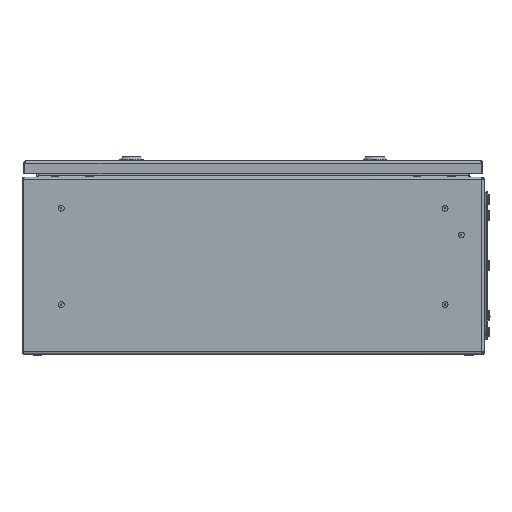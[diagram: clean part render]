
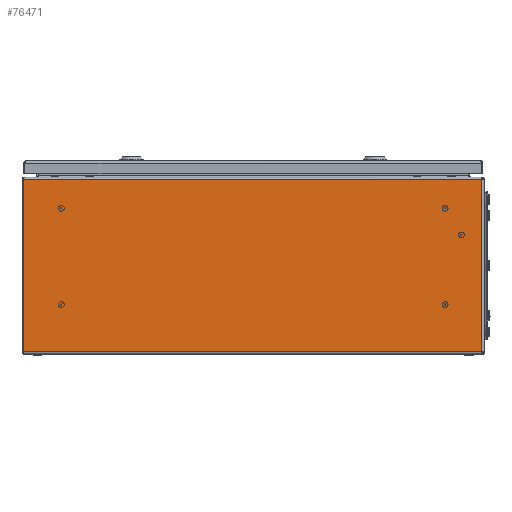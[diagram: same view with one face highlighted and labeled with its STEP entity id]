
A CAD part, left-side view. The second image highlights one B-rep face of the part: STEP entity #76471.
In plain terms, the highlighted planar face has unit normal (-1, 0, 0).
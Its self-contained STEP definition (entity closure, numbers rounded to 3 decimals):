
#2261 = CIRCLE ( 'NONE', #24757, 0.883 ) ;
#3372 = CIRCLE ( 'NONE', #71308, 0.883 ) ;
#3696 = DIRECTION ( 'NONE',  ( -1., 0., 0. ) ) ;
#3724 = DIRECTION ( 'NONE',  ( -1., 0., 0. ) ) ;
#5338 = DIRECTION ( 'NONE',  ( 1., 0., 0. ) ) ;
#6366 = EDGE_CURVE ( 'NONE', #71901, #52315, #42251, .T. ) ;
#8041 = FACE_BOUND ( 'NONE', #30453, .T. ) ;
#8089 = CARTESIAN_POINT ( 'NONE',  ( -200., 298.246, 3.4 ) ) ;
#11143 = VERTEX_POINT ( 'NONE', #39982 ) ;
#12011 = CARTESIAN_POINT ( 'NONE',  ( -200., -300., 226.6 ) ) ;
#12686 = DIRECTION ( 'NONE',  ( 0., 0., -1. ) ) ;
#12906 = DIRECTION ( 'NONE',  ( -1., 0., 0. ) ) ;
#13183 = DIRECTION ( 'NONE',  ( 0., 0., -1. ) ) ;
#14380 = CARTESIAN_POINT ( 'NONE',  ( -200., -249., 65.483 ) ) ;
#14648 = CIRCLE ( 'NONE', #84093, 0.883 ) ;
#15464 = CARTESIAN_POINT ( 'NONE',  ( -200., -296.6, 244.992 ) ) ;
#15808 = CARTESIAN_POINT ( 'NONE',  ( -200., -249., 189.6 ) ) ;
#16272 = DIRECTION ( 'NONE',  ( 0., 0., -1. ) ) ;
#16308 = ORIENTED_EDGE ( 'NONE', *, *, #89671, .F. ) ;
#16879 = DIRECTION ( 'NONE',  ( -1., 0., 0. ) ) ;
#17229 = CARTESIAN_POINT ( 'NONE',  ( -200., -249., 64.6 ) ) ;
#17971 = DIRECTION ( 'NONE',  ( -1., 0., 0. ) ) ;
#18015 = DIRECTION ( 'NONE',  ( 0., 0., -1. ) ) ;
#18745 = DIRECTION ( 'NONE',  ( 0., 0., -1. ) ) ;
#18941 = CARTESIAN_POINT ( 'NONE',  ( -200., 249., 63.717 ) ) ;
#19772 = AXIS2_PLACEMENT_3D ( 'NONE', #71902, #12906, #79717 ) ;
#21283 = FACE_BOUND ( 'NONE', #22238, .T. ) ;
#21898 = AXIS2_PLACEMENT_3D ( 'NONE', #98881, #5338, #13183 ) ;
#22238 = EDGE_LOOP ( 'NONE', ( #16308, #56704 ) ) ;
#22598 = CIRCLE ( 'NONE', #105915, 0.883 ) ;
#22859 = EDGE_CURVE ( 'NONE', #43763, #74847, #14648, .T. ) ;
#23464 = LINE ( 'NONE', #12011, #83250 ) ;
#23537 = EDGE_CURVE ( 'NONE', #11143, #65409, #49218, .T. ) ;
#23916 = FACE_BOUND ( 'NONE', #75169, .T. ) ;
#24757 = AXIS2_PLACEMENT_3D ( 'NONE', #96547, #3724, #71647 ) ;
#28789 = EDGE_CURVE ( 'NONE', #52317, #76179, #2261, .T. ) ;
#29335 = CARTESIAN_POINT ( 'NONE',  ( -200., -270., 155. ) ) ;
#29533 = ORIENTED_EDGE ( 'NONE', *, *, #50225, .F. ) ;
#29630 = CARTESIAN_POINT ( 'NONE',  ( -200., 249., 64.6 ) ) ;
#30453 = EDGE_LOOP ( 'NONE', ( #104999, #53675 ) ) ;
#30828 = CIRCLE ( 'NONE', #19772, 0.883 ) ;
#32730 = VERTEX_POINT ( 'NONE', #93215 ) ;
#32955 = LINE ( 'NONE', #15464, #36890 ) ;
#33325 = CARTESIAN_POINT ( 'NONE',  ( -200., 249., 189.6 ) ) ;
#33896 = CARTESIAN_POINT ( 'NONE',  ( -200., 298.246, 226.6 ) ) ;
#34436 = EDGE_CURVE ( 'NONE', #52315, #71901, #41300, .T. ) ;
#35877 = FACE_BOUND ( 'NONE', #108424, .T. ) ;
#36890 = VECTOR ( 'NONE', #18015, 1000. ) ;
#37053 = VECTOR ( 'NONE', #56782, 1000. ) ;
#38788 = ORIENTED_EDGE ( 'NONE', *, *, #45664, .F. ) ;
#39104 = EDGE_CURVE ( 'NONE', #72551, #32730, #23464, .T. ) ;
#39982 = CARTESIAN_POINT ( 'NONE',  ( -200., 249., 190.483 ) ) ;
#41300 = CIRCLE ( 'NONE', #46984, 0.883 ) ;
#41410 = AXIS2_PLACEMENT_3D ( 'NONE', #106885, #82324, #72718 ) ;
#42251 = CIRCLE ( 'NONE', #46976, 0.883 ) ;
#42821 = ORIENTED_EDGE ( 'NONE', *, *, #91897, .F. ) ;
#43480 = ORIENTED_EDGE ( 'NONE', *, *, #28789, .F. ) ;
#43763 = VERTEX_POINT ( 'NONE', #66398 ) ;
#43781 = CARTESIAN_POINT ( 'NONE',  ( -200., -249., 190.483 ) ) ;
#44520 = EDGE_LOOP ( 'NONE', ( #81974, #74665, #106070, #105668 ) ) ;
#45664 = EDGE_CURVE ( 'NONE', #70031, #95287, #22598, .T. ) ;
#46976 = AXIS2_PLACEMENT_3D ( 'NONE', #93193, #76073, #108431 ) ;
#46984 = AXIS2_PLACEMENT_3D ( 'NONE', #29630, #3696, #54480 ) ;
#49218 = CIRCLE ( 'NONE', #41410, 0.883 ) ;
#50225 = EDGE_CURVE ( 'NONE', #65409, #11143, #3372, .T. ) ;
#50834 = VERTEX_POINT ( 'NONE', #88790 ) ;
#51755 = EDGE_CURVE ( 'NONE', #76179, #52317, #72254, .T. ) ;
#52315 = VERTEX_POINT ( 'NONE', #18941 ) ;
#52317 = VERTEX_POINT ( 'NONE', #43781 ) ;
#53540 = CARTESIAN_POINT ( 'NONE',  ( -200., -270.883, 155. ) ) ;
#53675 = ORIENTED_EDGE ( 'NONE', *, *, #34436, .F. ) ;
#54480 = DIRECTION ( 'NONE',  ( 0., 0., -1. ) ) ;
#56547 = VECTOR ( 'NONE', #95916, 1000. ) ;
#56704 = ORIENTED_EDGE ( 'NONE', *, *, #22859, .F. ) ;
#56782 = DIRECTION ( 'NONE',  ( 0., 1., 0. ) ) ;
#59174 = DIRECTION ( 'NONE',  ( 0., 0., -1. ) ) ;
#61000 = DIRECTION ( 'NONE',  ( 0., 0., -1. ) ) ;
#62756 = DIRECTION ( 'NONE',  ( -1., 0., 0. ) ) ;
#62847 = EDGE_LOOP ( 'NONE', ( #63311, #29533 ) ) ;
#63311 = ORIENTED_EDGE ( 'NONE', *, *, #23537, .F. ) ;
#65409 = VERTEX_POINT ( 'NONE', #99449 ) ;
#66398 = CARTESIAN_POINT ( 'NONE',  ( -200., -249., 63.717 ) ) ;
#66533 = CARTESIAN_POINT ( 'NONE',  ( -200., -300., 3.4 ) ) ;
#67704 = EDGE_CURVE ( 'NONE', #72551, #50834, #32955, .T. ) ;
#70001 = CARTESIAN_POINT ( 'NONE',  ( -200., -249., 64.6 ) ) ;
#70031 = VERTEX_POINT ( 'NONE', #53540 ) ;
#71308 = AXIS2_PLACEMENT_3D ( 'NONE', #33325, #92796, #16272 ) ;
#71647 = DIRECTION ( 'NONE',  ( 0., 0., -1. ) ) ;
#71901 = VERTEX_POINT ( 'NONE', #72425 ) ;
#71902 = CARTESIAN_POINT ( 'NONE',  ( -200., -270., 155. ) ) ;
#72254 = CIRCLE ( 'NONE', #78465, 0.883 ) ;
#72425 = CARTESIAN_POINT ( 'NONE',  ( -200., 249., 65.483 ) ) ;
#72551 = VERTEX_POINT ( 'NONE', #77655 ) ;
#72718 = DIRECTION ( 'NONE',  ( 0., 0., -1. ) ) ;
#74665 = ORIENTED_EDGE ( 'NONE', *, *, #67704, .F. ) ;
#74847 = VERTEX_POINT ( 'NONE', #14380 ) ;
#75169 = EDGE_LOOP ( 'NONE', ( #42821, #38788 ) ) ;
#75265 = ORIENTED_EDGE ( 'NONE', *, *, #51755, .F. ) ;
#76073 = DIRECTION ( 'NONE',  ( -1., 0., 0. ) ) ;
#76179 = VERTEX_POINT ( 'NONE', #95278 ) ;
#76471 = ADVANCED_FACE ( 'NONE', ( #23916, #21283, #35877, #8041, #91737, #108983 ), #107082, .F. ) ;
#77655 = CARTESIAN_POINT ( 'NONE',  ( -200., -296.6, 226.6 ) ) ;
#77963 = VERTEX_POINT ( 'NONE', #8089 ) ;
#78465 = AXIS2_PLACEMENT_3D ( 'NONE', #15808, #16879, #59174 ) ;
#78907 = DIRECTION ( 'NONE',  ( -1., 0., 0. ) ) ;
#79043 = CIRCLE ( 'NONE', #105027, 0.883 ) ;
#79233 = LINE ( 'NONE', #33896, #56547 ) ;
#79717 = DIRECTION ( 'NONE',  ( 0., 0., -1. ) ) ;
#81974 = ORIENTED_EDGE ( 'NONE', *, *, #97297, .F. ) ;
#82324 = DIRECTION ( 'NONE',  ( -1., 0., 0. ) ) ;
#83250 = VECTOR ( 'NONE', #87752, 1000. ) ;
#84093 = AXIS2_PLACEMENT_3D ( 'NONE', #17229, #17971, #61000 ) ;
#84915 = LINE ( 'NONE', #66533, #37053 ) ;
#87752 = DIRECTION ( 'NONE',  ( 0., 1., 0. ) ) ;
#88790 = CARTESIAN_POINT ( 'NONE',  ( -200., -296.6, 3.4 ) ) ;
#89671 = EDGE_CURVE ( 'NONE', #74847, #43763, #79043, .T. ) ;
#91737 = FACE_BOUND ( 'NONE', #62847, .T. ) ;
#91897 = EDGE_CURVE ( 'NONE', #95287, #70031, #30828, .T. ) ;
#92796 = DIRECTION ( 'NONE',  ( -1., 0., 0. ) ) ;
#93193 = CARTESIAN_POINT ( 'NONE',  ( -200., 249., 64.6 ) ) ;
#93215 = CARTESIAN_POINT ( 'NONE',  ( -200., 298.246, 226.6 ) ) ;
#95278 = CARTESIAN_POINT ( 'NONE',  ( -200., -249., 188.717 ) ) ;
#95287 = VERTEX_POINT ( 'NONE', #103844 ) ;
#95916 = DIRECTION ( 'NONE',  ( 0., 0., 1. ) ) ;
#96547 = CARTESIAN_POINT ( 'NONE',  ( -200., -249., 189.6 ) ) ;
#97297 = EDGE_CURVE ( 'NONE', #50834, #77963, #84915, .T. ) ;
#98881 = CARTESIAN_POINT ( 'NONE',  ( -200., -300., 226.6 ) ) ;
#99449 = CARTESIAN_POINT ( 'NONE',  ( -200., 249., 188.717 ) ) ;
#100378 = EDGE_CURVE ( 'NONE', #77963, #32730, #79233, .T. ) ;
#103844 = CARTESIAN_POINT ( 'NONE',  ( -200., -269.117, 155. ) ) ;
#104999 = ORIENTED_EDGE ( 'NONE', *, *, #6366, .F. ) ;
#105027 = AXIS2_PLACEMENT_3D ( 'NONE', #70001, #78907, #18745 ) ;
#105668 = ORIENTED_EDGE ( 'NONE', *, *, #100378, .F. ) ;
#105915 = AXIS2_PLACEMENT_3D ( 'NONE', #29335, #62756, #12686 ) ;
#106070 = ORIENTED_EDGE ( 'NONE', *, *, #39104, .T. ) ;
#106885 = CARTESIAN_POINT ( 'NONE',  ( -200., 249., 189.6 ) ) ;
#107082 = PLANE ( 'NONE',  #21898 ) ;
#108424 = EDGE_LOOP ( 'NONE', ( #43480, #75265 ) ) ;
#108431 = DIRECTION ( 'NONE',  ( 0., 0., -1. ) ) ;
#108983 = FACE_OUTER_BOUND ( 'NONE', #44520, .T. ) ;
